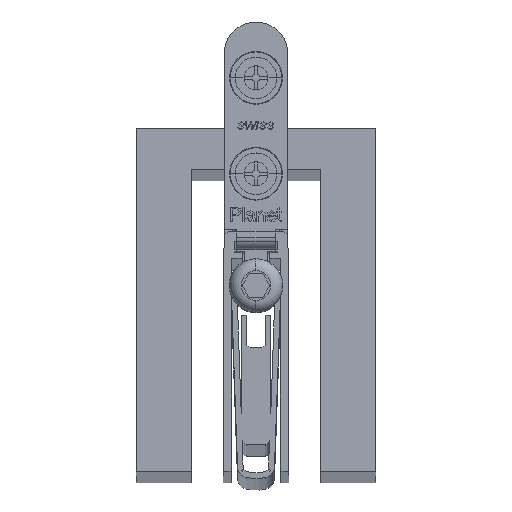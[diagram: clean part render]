
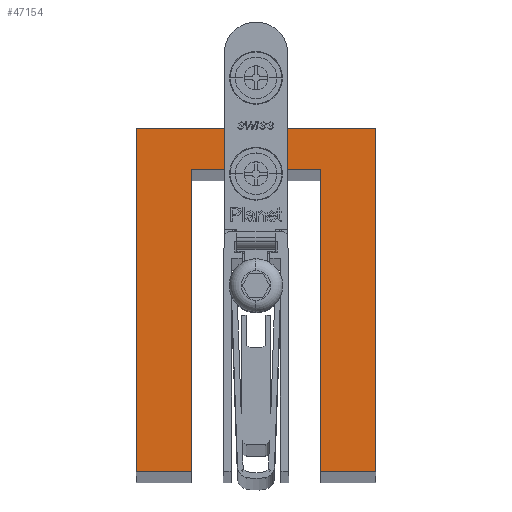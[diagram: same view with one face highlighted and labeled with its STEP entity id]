
A CAD part, top view. The second image highlights one B-rep face of the part: STEP entity #47154.
In plain terms, the highlighted planar face has unit normal (0, 0, 1).
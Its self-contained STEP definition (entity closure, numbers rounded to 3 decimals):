
#2334 = VECTOR ( 'NONE', #48637, 1000. ) ;
#4763 = VERTEX_POINT ( 'NONE', #22813 ) ;
#6250 = EDGE_CURVE ( 'NONE', #32084, #27174, #101770, .T. ) ;
#7218 = DIRECTION ( 'NONE',  ( 1., 0., 0. ) ) ;
#8597 = CARTESIAN_POINT ( 'NONE',  ( 8.1, 37.8, 787. ) ) ;
#9055 = VECTOR ( 'NONE', #99208, 1000. ) ;
#10499 = EDGE_CURVE ( 'NONE', #103552, #4763, #59214, .T. ) ;
#11057 = VECTOR ( 'NONE', #48163, 1000. ) ;
#14588 = CARTESIAN_POINT ( 'NONE',  ( -15., 0., 787. ) ) ;
#15468 = VECTOR ( 'NONE', #42603, 1000. ) ;
#16349 = EDGE_CURVE ( 'NONE', #109285, #18908, #100308, .T. ) ;
#18454 = DIRECTION ( 'NONE',  ( 0., 1., 0. ) ) ;
#18908 = VERTEX_POINT ( 'NONE', #63296 ) ;
#22813 = CARTESIAN_POINT ( 'NONE',  ( -8.1, 37.8, 787. ) ) ;
#23114 = CARTESIAN_POINT ( 'NONE',  ( -15., 43., 787. ) ) ;
#24076 = LINE ( 'NONE', #58124, #83928 ) ;
#24601 = CARTESIAN_POINT ( 'NONE',  ( -8.1, 37.8, 787. ) ) ;
#25156 = VERTEX_POINT ( 'NONE', #108731 ) ;
#27174 = VERTEX_POINT ( 'NONE', #61439 ) ;
#27402 = CARTESIAN_POINT ( 'NONE',  ( 8.1, 0., 787. ) ) ;
#28117 = ORIENTED_EDGE ( 'NONE', *, *, #52664, .T. ) ;
#28923 = ORIENTED_EDGE ( 'NONE', *, *, #16349, .T. ) ;
#32084 = VERTEX_POINT ( 'NONE', #97772 ) ;
#33199 = VECTOR ( 'NONE', #57913, 1000. ) ;
#34905 = CARTESIAN_POINT ( 'NONE',  ( -8.1, 0., 787. ) ) ;
#38054 = ORIENTED_EDGE ( 'NONE', *, *, #66003, .T. ) ;
#40256 = LINE ( 'NONE', #14588, #2334 ) ;
#40614 = EDGE_LOOP ( 'NONE', ( #28923, #38054, #83971, #49738, #56185, #54739, #67043, #28117 ) ) ;
#42291 = VERTEX_POINT ( 'NONE', #78372 ) ;
#42603 = DIRECTION ( 'NONE',  ( 0., -1., 0. ) ) ;
#43421 = AXIS2_PLACEMENT_3D ( 'NONE', #84195, #65834, #7218 ) ;
#44691 = LINE ( 'NONE', #27402, #69075 ) ;
#47154 = ADVANCED_FACE ( 'NONE', ( #56896 ), #66386, .T. ) ;
#48163 = DIRECTION ( 'NONE',  ( 1., 0., 0. ) ) ;
#48637 = DIRECTION ( 'NONE',  ( 1., 0., 0. ) ) ;
#49738 = ORIENTED_EDGE ( 'NONE', *, *, #99682, .T. ) ;
#52664 = EDGE_CURVE ( 'NONE', #42291, #109285, #80830, .T. ) ;
#54739 = ORIENTED_EDGE ( 'NONE', *, *, #89438, .T. ) ;
#56185 = ORIENTED_EDGE ( 'NONE', *, *, #6250, .T. ) ;
#56896 = FACE_OUTER_BOUND ( 'NONE', #40614, .T. ) ;
#57913 = DIRECTION ( 'NONE',  ( 0., -1., 0. ) ) ;
#58124 = CARTESIAN_POINT ( 'NONE',  ( 15., 43., 787. ) ) ;
#59214 = LINE ( 'NONE', #24601, #94988 ) ;
#61439 = CARTESIAN_POINT ( 'NONE',  ( 8.1, 0., 787. ) ) ;
#63296 = CARTESIAN_POINT ( 'NONE',  ( -15., 0., 787. ) ) ;
#65834 = DIRECTION ( 'NONE',  ( 0., 0., 1. ) ) ;
#66003 = EDGE_CURVE ( 'NONE', #18908, #103552, #40256, .T. ) ;
#66386 = PLANE ( 'NONE',  #43421 ) ;
#67043 = ORIENTED_EDGE ( 'NONE', *, *, #96401, .T. ) ;
#67410 = CARTESIAN_POINT ( 'NONE',  ( -15., 43., 787. ) ) ;
#69075 = VECTOR ( 'NONE', #95462, 1000. ) ;
#78372 = CARTESIAN_POINT ( 'NONE',  ( 15., 43., 787. ) ) ;
#80830 = LINE ( 'NONE', #106518, #9055 ) ;
#82746 = CARTESIAN_POINT ( 'NONE',  ( -8.1, 37.8, 787. ) ) ;
#83928 = VECTOR ( 'NONE', #102745, 1000. ) ;
#83971 = ORIENTED_EDGE ( 'NONE', *, *, #10499, .T. ) ;
#84195 = CARTESIAN_POINT ( 'NONE',  ( 0., 0., 787. ) ) ;
#89438 = EDGE_CURVE ( 'NONE', #27174, #25156, #44691, .T. ) ;
#94988 = VECTOR ( 'NONE', #18454, 1000. ) ;
#95462 = DIRECTION ( 'NONE',  ( 1., 0., 0. ) ) ;
#96401 = EDGE_CURVE ( 'NONE', #25156, #42291, #24076, .T. ) ;
#97772 = CARTESIAN_POINT ( 'NONE',  ( 8.1, 37.8, 787. ) ) ;
#98939 = LINE ( 'NONE', #82746, #11057 ) ;
#99208 = DIRECTION ( 'NONE',  ( -1., 0., 0. ) ) ;
#99682 = EDGE_CURVE ( 'NONE', #4763, #32084, #98939, .T. ) ;
#100308 = LINE ( 'NONE', #67410, #33199 ) ;
#101770 = LINE ( 'NONE', #8597, #15468 ) ;
#102745 = DIRECTION ( 'NONE',  ( 0., 1., 0. ) ) ;
#103552 = VERTEX_POINT ( 'NONE', #34905 ) ;
#106518 = CARTESIAN_POINT ( 'NONE',  ( -15., 43., 787. ) ) ;
#108731 = CARTESIAN_POINT ( 'NONE',  ( 15., 0., 787. ) ) ;
#109285 = VERTEX_POINT ( 'NONE', #23114 ) ;
